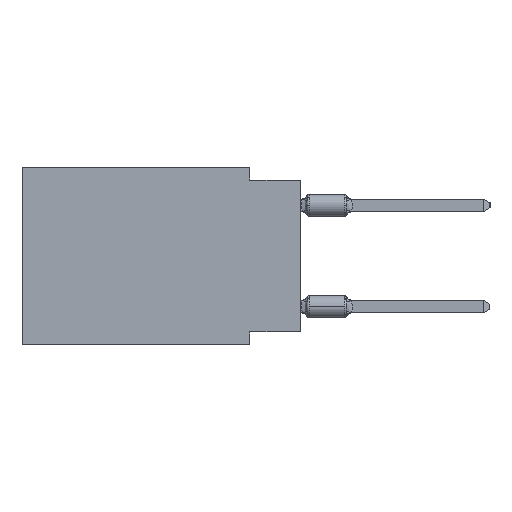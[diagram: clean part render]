
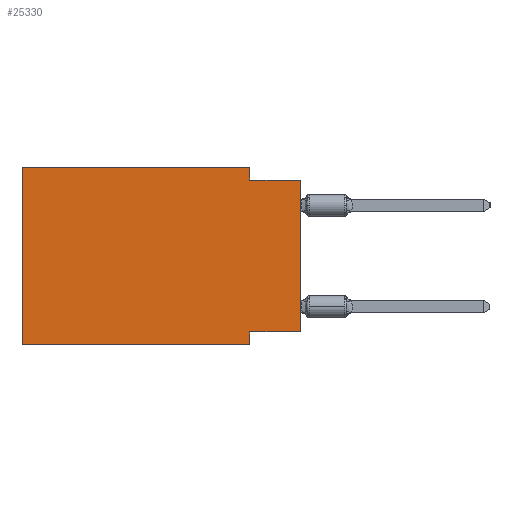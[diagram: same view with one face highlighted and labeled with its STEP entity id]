
A CAD part, left-side view. The second image highlights one B-rep face of the part: STEP entity #25330.
In plain terms, the highlighted planar face has unit normal (-1, 0, 0).
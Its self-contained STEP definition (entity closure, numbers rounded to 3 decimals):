
#314 = VERTEX_POINT ( 'NONE', #25766 ) ;
#526 = DIRECTION ( 'NONE',  ( 0., 1., 0. ) ) ;
#1388 = CARTESIAN_POINT ( 'NONE',  ( 0., 2.54, -8.89 ) ) ;
#1443 = LINE ( 'NONE', #10927, #30908 ) ;
#2439 = VERTEX_POINT ( 'NONE', #4717 ) ;
#2856 = CARTESIAN_POINT ( 'NONE',  ( 0., 2.54, -8.255 ) ) ;
#3230 = VECTOR ( 'NONE', #7416, 1000. ) ;
#4330 = CARTESIAN_POINT ( 'NONE',  ( 0., 2.54, 0. ) ) ;
#4417 = ORIENTED_EDGE ( 'NONE', *, *, #42640, .T. ) ;
#4717 = CARTESIAN_POINT ( 'NONE',  ( 0., 0., -0.635 ) ) ;
#5331 = DIRECTION ( 'NONE',  ( 0., 0., -1. ) ) ;
#5441 = VERTEX_POINT ( 'NONE', #40928 ) ;
#5468 = VERTEX_POINT ( 'NONE', #35198 ) ;
#6031 = VERTEX_POINT ( 'NONE', #2856 ) ;
#6235 = CARTESIAN_POINT ( 'NONE',  ( 0., 2.54, 0. ) ) ;
#6273 = CARTESIAN_POINT ( 'NONE',  ( 0., 13.97, -8.89 ) ) ;
#7323 = DIRECTION ( 'NONE',  ( 0., -1., 0. ) ) ;
#7416 = DIRECTION ( 'NONE',  ( 0., 0., -1. ) ) ;
#7731 = VERTEX_POINT ( 'NONE', #6273 ) ;
#10119 = VECTOR ( 'NONE', #526, 1000. ) ;
#10233 = LINE ( 'NONE', #23043, #10119 ) ;
#10927 = CARTESIAN_POINT ( 'NONE',  ( 0., 0., -0.635 ) ) ;
#11424 = VECTOR ( 'NONE', #31999, 1000. ) ;
#11584 = DIRECTION ( 'NONE',  ( 0., -1., 0. ) ) ;
#11990 = VECTOR ( 'NONE', #7323, 1000. ) ;
#13269 = LINE ( 'NONE', #36848, #11424 ) ;
#14057 = LINE ( 'NONE', #4330, #3230 ) ;
#14611 = ORIENTED_EDGE ( 'NONE', *, *, #31080, .F. ) ;
#15483 = CARTESIAN_POINT ( 'NONE',  ( 0., 13.97, -8.89 ) ) ;
#15501 = CARTESIAN_POINT ( 'NONE',  ( 0., 13.97, 0. ) ) ;
#16188 = VERTEX_POINT ( 'NONE', #35334 ) ;
#16454 = EDGE_CURVE ( 'NONE', #5441, #2439, #13269, .T. ) ;
#16785 = CARTESIAN_POINT ( 'NONE',  ( 0., 13.97, 0. ) ) ;
#17094 = EDGE_CURVE ( 'NONE', #7731, #5468, #33534, .T. ) ;
#20085 = ORIENTED_EDGE ( 'NONE', *, *, #28086, .F. ) ;
#20169 = VECTOR ( 'NONE', #35757, 1000. ) ;
#22542 = DIRECTION ( 'NONE',  ( 1., 0., 0. ) ) ;
#23043 = CARTESIAN_POINT ( 'NONE',  ( 0., 0., -8.255 ) ) ;
#24560 = EDGE_LOOP ( 'NONE', ( #33725, #34160, #14611, #30681, #33000, #4417, #36865, #20085 ) ) ;
#24706 = EDGE_CURVE ( 'NONE', #314, #2439, #1443, .T. ) ;
#25330 = ADVANCED_FACE ( 'NONE', ( #32051 ), #32276, .F. ) ;
#25620 = LINE ( 'NONE', #1388, #35864 ) ;
#25766 = CARTESIAN_POINT ( 'NONE',  ( 0., 2.54, -0.635 ) ) ;
#28086 = EDGE_CURVE ( 'NONE', #5441, #6031, #10233, .T. ) ;
#29364 = LINE ( 'NONE', #15483, #20169 ) ;
#29765 = VERTEX_POINT ( 'NONE', #6235 ) ;
#30681 = ORIENTED_EDGE ( 'NONE', *, *, #38320, .F. ) ;
#30908 = VECTOR ( 'NONE', #11584, 1000. ) ;
#31080 = EDGE_CURVE ( 'NONE', #29765, #314, #14057, .T. ) ;
#31999 = DIRECTION ( 'NONE',  ( 0., 0., 1. ) ) ;
#32051 = FACE_OUTER_BOUND ( 'NONE', #24560, .T. ) ;
#32276 = PLANE ( 'NONE',  #40794 ) ;
#33000 = ORIENTED_EDGE ( 'NONE', *, *, #17094, .F. ) ;
#33534 = LINE ( 'NONE', #16785, #36360 ) ;
#33725 = ORIENTED_EDGE ( 'NONE', *, *, #16454, .T. ) ;
#34024 = LINE ( 'NONE', #40415, #11990 ) ;
#34160 = ORIENTED_EDGE ( 'NONE', *, *, #24706, .F. ) ;
#35198 = CARTESIAN_POINT ( 'NONE',  ( 0., 13.97, 0. ) ) ;
#35334 = CARTESIAN_POINT ( 'NONE',  ( 0., 2.54, -8.89 ) ) ;
#35733 = EDGE_CURVE ( 'NONE', #6031, #16188, #25620, .T. ) ;
#35757 = DIRECTION ( 'NONE',  ( 0., -1., 0. ) ) ;
#35864 = VECTOR ( 'NONE', #5331, 1000. ) ;
#36360 = VECTOR ( 'NONE', #39709, 1000. ) ;
#36848 = CARTESIAN_POINT ( 'NONE',  ( 0., 0., 0. ) ) ;
#36865 = ORIENTED_EDGE ( 'NONE', *, *, #35733, .F. ) ;
#38320 = EDGE_CURVE ( 'NONE', #5468, #29765, #34024, .T. ) ;
#39709 = DIRECTION ( 'NONE',  ( 0., 0., 1. ) ) ;
#40415 = CARTESIAN_POINT ( 'NONE',  ( 0., 13.97, 0. ) ) ;
#40794 = AXIS2_PLACEMENT_3D ( 'NONE', #15501, #22542, #41953 ) ;
#40928 = CARTESIAN_POINT ( 'NONE',  ( 0., 0., -8.255 ) ) ;
#41953 = DIRECTION ( 'NONE',  ( 0., 0., -1. ) ) ;
#42640 = EDGE_CURVE ( 'NONE', #7731, #16188, #29364, .T. ) ;
